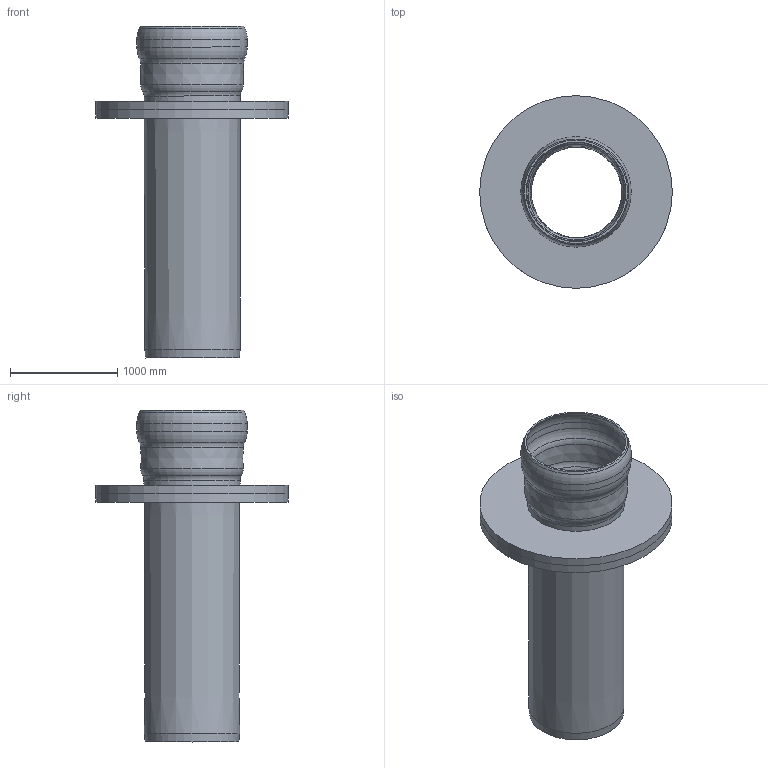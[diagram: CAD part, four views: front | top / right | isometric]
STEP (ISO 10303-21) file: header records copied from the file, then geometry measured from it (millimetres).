
FILE_DESCRIPTION(/* description */ (''),/* implementation_level */ '2;1');
FILE_NAME(/* name */ '82650.080X_3D.stp',/* time_stamp */ '2024-12-12T09:49:30+01:00',/* author */ ('CAD'),/* organization */ (''),/* preprocessor_version */ 'ST-DEVELOPER v20',/* originating_system */ 'AutoCAD Mechanical',/* authorisation */ '');
FILE_SCHEMA (('AUTOMOTIVE_DESIGN { 1 0 10303 214 3 1 1 }'));
Length unit declared in the file: centimetre
Products named in the file (1): Product
Bounding box: 1800 x 1800 x 3101.43 mm (x, y, z)
Volume: 443613665.5 mm3; surface area: 26601020.4 mm2
Topology: 3 solids, 3 shells, 30 faces, 68 edges, 42 vertices
Faces by surface type: cone 12, torus 10, cylinder 4, plane 4
Full cylindrical faces by diameter (mm): 910 x2, 1800 x2
Entity records: 905 total; most frequent: DIRECTION 182, CARTESIAN_POINT 141, ORIENTED_EDGE 136, AXIS2_PLACEMENT_3D 83, EDGE_CURVE 68, CIRCLE 52, VERTEX_POINT 42, EDGE_LOOP 34
